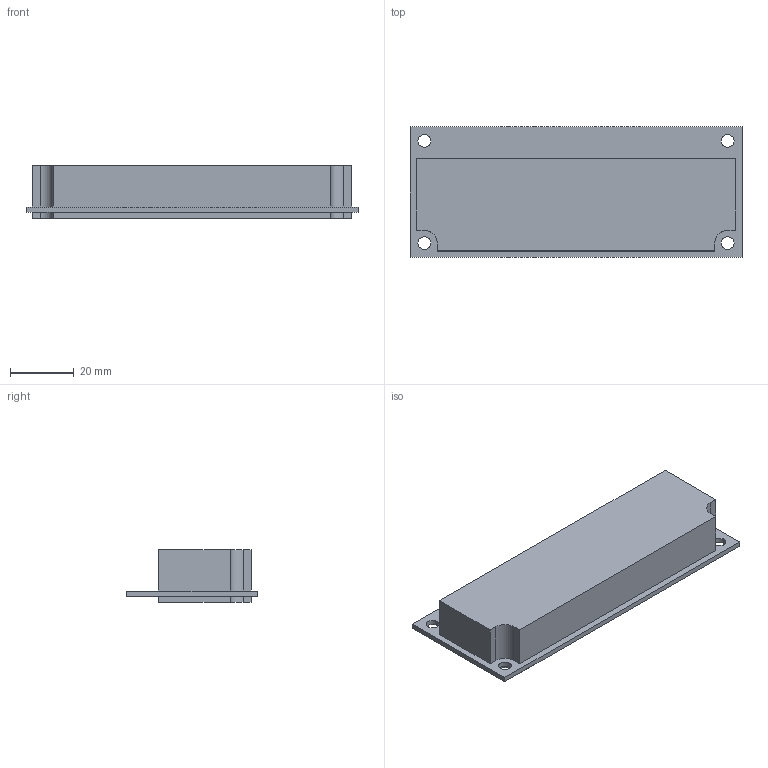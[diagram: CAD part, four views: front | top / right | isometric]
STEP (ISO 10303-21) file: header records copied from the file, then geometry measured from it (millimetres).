
FILE_DESCRIPTION(/* description */ ('Alibre Inc.'),/* implementation_level */ '2;1');
FILE_NAME(/* name */ 'export-3BFF720D-0759-4D84-99C2-90B648C74D50',/* time_stamp */ '2024-10-10T11:03:08+02:00',/* author */ (''),/* organization */ (''),/* preprocessor_version */ 'ST-DEVELOPER v17',/* originating_system */ 'Alibre',/* authorisation */ '');
FILE_SCHEMA (('AUTOMOTIVE_DESIGN'));
Length unit declared in the file: centimetre
Products named in the file (4): ID_1
Bounding box: 104 x 41 x 16.6 mm (x, y, z)
Volume: 49077.5 mm3; surface area: 24079.9 mm2
Topology: 3 solids, 3 shells, 34 faces, 84 edges, 56 vertices
Faces by surface type: plane 26, cylinder 8
Full cylindrical faces by diameter (mm): 4 x4
Entity records: 1073 total; most frequent: CARTESIAN_POINT 176, ORIENTED_EDGE 160, DIRECTION 150, EDGE_CURVE 80, VECTOR 64, LINE 64, VERTEX_POINT 56, AXIS2_PLACEMENT_3D 56
